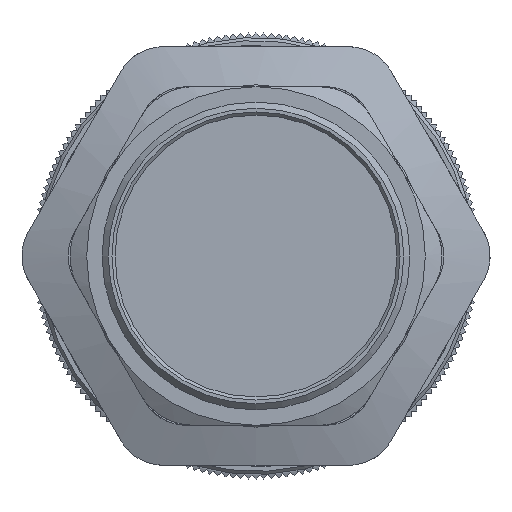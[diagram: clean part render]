
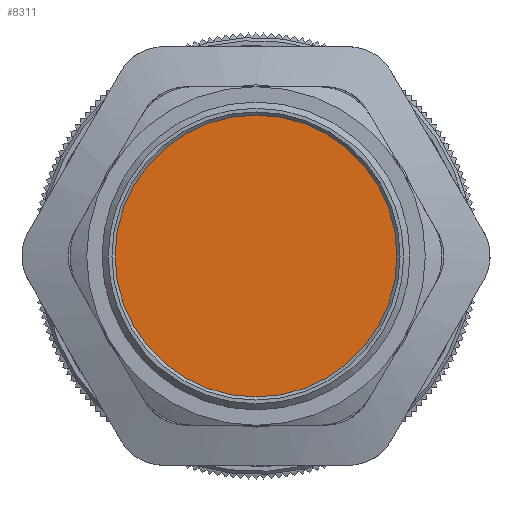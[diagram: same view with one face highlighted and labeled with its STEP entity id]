
A CAD part, front view. The second image highlights one B-rep face of the part: STEP entity #8311.
In plain terms, the highlighted planar face has unit normal (0, -1, 0).
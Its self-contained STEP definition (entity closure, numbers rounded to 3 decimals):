
#912=FACE_OUTER_BOUND('',#1363,.T.);
#1363=EDGE_LOOP('',(#4885));
#2663=CIRCLE('',#8792,22.9);
#2724=VERTEX_POINT('',#10735);
#3585=EDGE_CURVE('',#2724,#2724,#2663,.T.);
#4885=ORIENTED_EDGE('',*,*,#3585,.F.);
#7473=PLANE('',#8791);
#8311=ADVANCED_FACE('',(#912),#7473,.F.);
#8791=AXIS2_PLACEMENT_3D('',#10734,#9308,#9309);
#8792=AXIS2_PLACEMENT_3D('',#10736,#9310,#9311);
#9308=DIRECTION('center_axis',(0.,1.,0.));
#9309=DIRECTION('ref_axis',(0.,0.,1.));
#9310=DIRECTION('center_axis',(0.,1.,0.));
#9311=DIRECTION('ref_axis',(1.,0.,0.));
#10734=CARTESIAN_POINT('Origin',(-1.852,-17.675,0.));
#10735=CARTESIAN_POINT('',(-24.752,-17.675,0.));
#10736=CARTESIAN_POINT('Origin',(-1.852,-17.675,0.));
